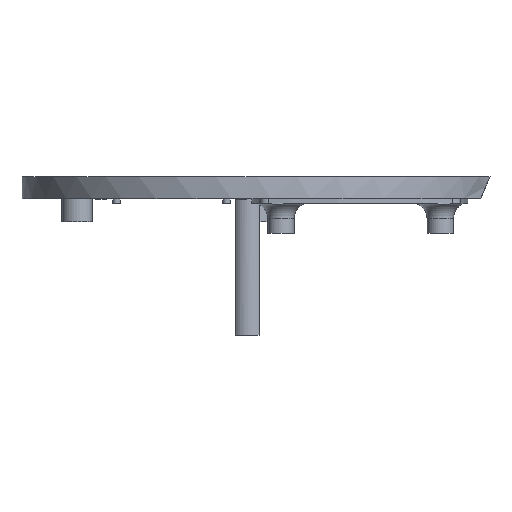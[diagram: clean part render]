
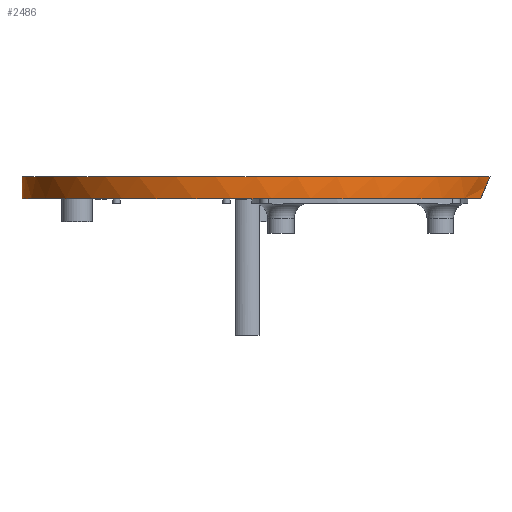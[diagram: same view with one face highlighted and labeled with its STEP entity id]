
A CAD part, left-side view. The second image highlights one B-rep face of the part: STEP entity #2486.
In plain terms, the highlighted cylindrical face has radius 62.5 mm (diameter 125 mm), a partial arc.
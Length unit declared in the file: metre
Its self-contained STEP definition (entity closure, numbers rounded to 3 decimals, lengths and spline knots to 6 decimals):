
#19=ELLIPSE('',#2681,0.158778,0.0625);
#20=ELLIPSE('',#2682,0.158778,0.0625);
#22=B_SPLINE_CURVE_WITH_KNOTS('',3,(#3872,#3873,#3874,#3875,#3876,#3877,
#3878,#3879),.UNSPECIFIED.,.F.,.F.,(4,1,1,1,1,4),(0.,0.004064,
0.008127,0.012191,0.014223,0.016255),
 .UNSPECIFIED.);
#41=CYLINDRICAL_SURFACE('',#2678,0.0625);
#676=ORIENTED_EDGE('',*,*,#1388,.T.);
#677=ORIENTED_EDGE('',*,*,#1389,.T.);
#678=ORIENTED_EDGE('',*,*,#1390,.T.);
#679=ORIENTED_EDGE('',*,*,#1391,.F.);
#680=ORIENTED_EDGE('',*,*,#1349,.F.);
#681=ORIENTED_EDGE('',*,*,#1392,.F.);
#1349=EDGE_CURVE('',#1705,#1706,#1902,.T.);
#1388=EDGE_CURVE('',#1743,#1744,#1907,.T.);
#1389=EDGE_CURVE('',#1744,#1745,#22,.T.);
#1390=EDGE_CURVE('',#1745,#1746,#1908,.T.);
#1391=EDGE_CURVE('',#1706,#1746,#19,.F.);
#1392=EDGE_CURVE('',#1743,#1705,#20,.F.);
#1705=VERTEX_POINT('',#3784);
#1706=VERTEX_POINT('',#3785);
#1743=VERTEX_POINT('',#3870);
#1744=VERTEX_POINT('',#3871);
#1745=VERTEX_POINT('',#3880);
#1746=VERTEX_POINT('',#3882);
#1902=CIRCLE('',#2671,0.0625);
#1907=CIRCLE('',#2679,0.0625);
#1908=CIRCLE('',#2680,0.0625);
#2000=EDGE_LOOP('',(#676,#677,#678,#679,#680,#681));
#2205=FACE_BOUND('',#2000,.T.);
#2486=ADVANCED_FACE('',(#2205),#41,.T.);
#2671=AXIS2_PLACEMENT_3D('',#3786,#3001,#3002);
#2678=AXIS2_PLACEMENT_3D('',#3868,#3047,#3048);
#2679=AXIS2_PLACEMENT_3D('',#3869,#3049,#3050);
#2680=AXIS2_PLACEMENT_3D('',#3881,#3051,#3052);
#2681=AXIS2_PLACEMENT_3D('',#3883,#3053,#3054);
#2682=AXIS2_PLACEMENT_3D('',#3884,#3055,#3056);
#3001=DIRECTION('',(0.,0.,1.));
#3002=DIRECTION('',(1.,0.,0.));
#3047=DIRECTION('',(0.,0.,1.));
#3048=DIRECTION('',(1.,0.,0.));
#3049=DIRECTION('',(0.,0.,1.));
#3050=DIRECTION('',(1.,0.,0.));
#3051=DIRECTION('',(0.,0.,1.));
#3052=DIRECTION('',(1.,0.,0.));
#3053=DIRECTION('',(0.,0.919,0.394));
#3054=DIRECTION('',(0.,-0.394,0.919));
#3055=DIRECTION('',(0.,0.919,0.394));
#3056=DIRECTION('',(0.,-0.394,0.919));
#3784=CARTESIAN_POINT('',(0.011802,-0.061376,0.));
#3785=CARTESIAN_POINT('',(-0.011802,-0.061376,0.));
#3786=CARTESIAN_POINT('',(0.,0.,0.));
#3868=CARTESIAN_POINT('',(0.,0.,-0.0058));
#3869=CARTESIAN_POINT('',(0.,0.,-0.0058));
#3870=CARTESIAN_POINT('',(0.020928,-0.058892,-0.0058));
#3871=CARTESIAN_POINT('',(0.055878,0.027998,-0.0058));
#3872=CARTESIAN_POINT('',(0.055878,0.027998,-0.0058));
#3873=CARTESIAN_POINT('',(0.055613,0.028528,-0.004558));
#3874=CARTESIAN_POINT('',(0.054681,0.030347,-0.002585));
#3875=CARTESIAN_POINT('',(0.052568,0.033896,-0.001718));
#3876=CARTESIAN_POINT('',(0.05063,0.036679,-0.002587));
#3877=CARTESIAN_POINT('',(0.049275,0.038458,-0.004123));
#3878=CARTESIAN_POINT('',(0.048724,0.039145,-0.005197));
#3879=CARTESIAN_POINT('',(0.048515,0.039402,-0.0058));
#3880=CARTESIAN_POINT('',(0.048515,0.039402,-0.0058));
#3881=CARTESIAN_POINT('',(0.,0.,-0.0058));
#3882=CARTESIAN_POINT('',(-0.020928,-0.058892,-0.0058));
#3883=CARTESIAN_POINT('',(0.,0.,-0.143334));
#3884=CARTESIAN_POINT('',(0.,0.,-0.143334));
